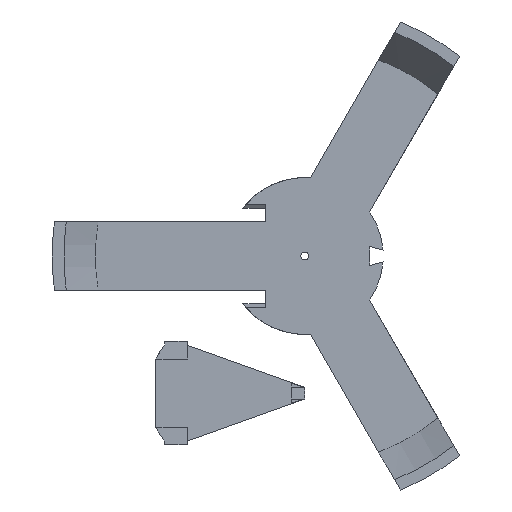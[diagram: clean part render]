
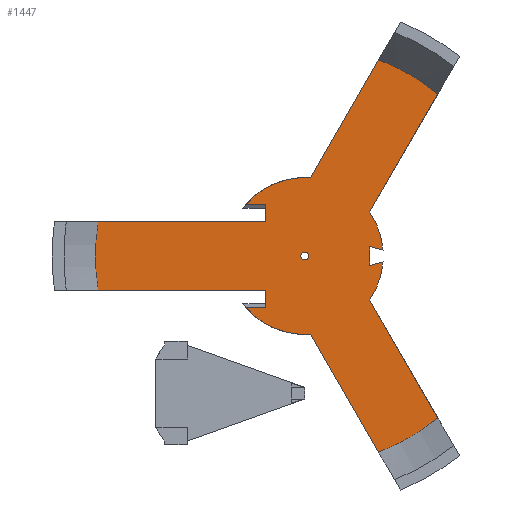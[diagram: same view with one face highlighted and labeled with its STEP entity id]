
A CAD part, left-side view. The second image highlights one B-rep face of the part: STEP entity #1447.
In plain terms, the highlighted planar face has unit normal (-1, 0, 0).
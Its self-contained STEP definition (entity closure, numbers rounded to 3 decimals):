
#29=FACE_BOUND('',#250,.T.);
#85=PLANE('',#1589);
#164=FACE_OUTER_BOUND('',#249,.T.);
#249=EDGE_LOOP('',(#1173,#1174,#1175,#1176,#1177,#1178,#1179,#1180,#1181,
#1182,#1183,#1184,#1185,#1186,#1187,#1188,#1189,#1190,#1191,#1192,#1193,
#1194));
#250=EDGE_LOOP('',(#1195));
#296=CIRCLE('',#1535,53.503);
#299=CIRCLE('',#1541,53.503);
#301=CIRCLE('',#1544,53.503);
#308=CIRCLE('',#1559,20.);
#312=CIRCLE('',#1568,1.);
#313=CIRCLE('',#1571,20.);
#317=CIRCLE('',#1584,20.);
#318=CIRCLE('',#1590,20.);
#354=LINE('',#2194,#510);
#356=LINE('',#2199,#512);
#359=LINE('',#2211,#515);
#363=LINE('',#2218,#519);
#367=LINE('',#2243,#523);
#370=LINE('',#2250,#526);
#374=LINE('',#2259,#530);
#379=LINE('',#2267,#535);
#381=LINE('',#2270,#537);
#388=LINE('',#2285,#544);
#389=LINE('',#2287,#545);
#392=LINE('',#2296,#548);
#394=LINE('',#2299,#550);
#395=LINE('',#2302,#551);
#397=LINE('',#2306,#553);
#510=VECTOR('',#1745,10.);
#512=VECTOR('',#1749,10.);
#515=VECTOR('',#1762,10.);
#519=VECTOR('',#1768,10.);
#523=VECTOR('',#1796,10.);
#526=VECTOR('',#1801,10.);
#530=VECTOR('',#1807,10.);
#535=VECTOR('',#1814,10.);
#537=VECTOR('',#1818,10.);
#544=VECTOR('',#1833,10.);
#545=VECTOR('',#1836,10.);
#548=VECTOR('',#1845,10.);
#550=VECTOR('',#1849,10.);
#551=VECTOR('',#1852,10.);
#553=VECTOR('',#1856,10.);
#656=VERTEX_POINT('',#2103);
#659=VERTEX_POINT('',#2110);
#665=VERTEX_POINT('',#2133);
#666=VERTEX_POINT('',#2137);
#669=VERTEX_POINT('',#2146);
#670=VERTEX_POINT('',#2150);
#681=VERTEX_POINT('',#2192);
#683=VERTEX_POINT('',#2198);
#684=VERTEX_POINT('',#2202);
#687=VERTEX_POINT('',#2210);
#689=VERTEX_POINT('',#2216);
#693=VERTEX_POINT('',#2229);
#695=VERTEX_POINT('',#2234);
#697=VERTEX_POINT('',#2240);
#698=VERTEX_POINT('',#2242);
#700=VERTEX_POINT('',#2248);
#701=VERTEX_POINT('',#2249);
#704=VERTEX_POINT('',#2257);
#705=VERTEX_POINT('',#2258);
#712=VERTEX_POINT('',#2289);
#714=VERTEX_POINT('',#2295);
#715=VERTEX_POINT('',#2301);
#716=VERTEX_POINT('',#2305);
#795=EDGE_CURVE('',#659,#656,#296,.T.);
#803=EDGE_CURVE('',#665,#666,#299,.T.);
#807=EDGE_CURVE('',#669,#670,#301,.T.);
#824=EDGE_CURVE('',#659,#681,#354,.T.);
#826=EDGE_CURVE('',#683,#670,#356,.T.);
#830=EDGE_CURVE('',#684,#683,#308,.T.);
#832=EDGE_CURVE('',#687,#656,#359,.T.);
#836=EDGE_CURVE('',#669,#689,#363,.T.);
#842=EDGE_CURVE('',#693,#693,#312,.T.);
#844=EDGE_CURVE('',#681,#695,#313,.T.);
#847=EDGE_CURVE('',#698,#697,#367,.T.);
#850=EDGE_CURVE('',#700,#701,#370,.T.);
#854=EDGE_CURVE('',#704,#705,#374,.T.);
#859=EDGE_CURVE('',#705,#666,#379,.T.);
#861=EDGE_CURVE('',#695,#704,#381,.T.);
#870=EDGE_CURVE('',#665,#700,#388,.T.);
#871=EDGE_CURVE('',#701,#684,#389,.T.);
#872=EDGE_CURVE('',#712,#687,#317,.T.);
#875=EDGE_CURVE('',#714,#712,#392,.T.);
#877=EDGE_CURVE('',#697,#714,#394,.T.);
#878=EDGE_CURVE('',#715,#698,#395,.T.);
#880=EDGE_CURVE('',#716,#715,#397,.T.);
#883=EDGE_CURVE('',#689,#716,#318,.T.);
#1173=ORIENTED_EDGE('',*,*,#883,.T.);
#1174=ORIENTED_EDGE('',*,*,#880,.T.);
#1175=ORIENTED_EDGE('',*,*,#878,.T.);
#1176=ORIENTED_EDGE('',*,*,#847,.T.);
#1177=ORIENTED_EDGE('',*,*,#877,.T.);
#1178=ORIENTED_EDGE('',*,*,#875,.T.);
#1179=ORIENTED_EDGE('',*,*,#872,.T.);
#1180=ORIENTED_EDGE('',*,*,#832,.T.);
#1181=ORIENTED_EDGE('',*,*,#795,.F.);
#1182=ORIENTED_EDGE('',*,*,#824,.T.);
#1183=ORIENTED_EDGE('',*,*,#844,.T.);
#1184=ORIENTED_EDGE('',*,*,#861,.T.);
#1185=ORIENTED_EDGE('',*,*,#854,.T.);
#1186=ORIENTED_EDGE('',*,*,#859,.T.);
#1187=ORIENTED_EDGE('',*,*,#803,.F.);
#1188=ORIENTED_EDGE('',*,*,#870,.T.);
#1189=ORIENTED_EDGE('',*,*,#850,.T.);
#1190=ORIENTED_EDGE('',*,*,#871,.T.);
#1191=ORIENTED_EDGE('',*,*,#830,.T.);
#1192=ORIENTED_EDGE('',*,*,#826,.T.);
#1193=ORIENTED_EDGE('',*,*,#807,.F.);
#1194=ORIENTED_EDGE('',*,*,#836,.T.);
#1195=ORIENTED_EDGE('',*,*,#842,.T.);
#1447=ADVANCED_FACE('',(#164,#29),#85,.T.);
#1535=AXIS2_PLACEMENT_3D('',#2114,#1697,#1698);
#1541=AXIS2_PLACEMENT_3D('',#2138,#1711,#1712);
#1544=AXIS2_PLACEMENT_3D('',#2151,#1717,#1718);
#1559=AXIS2_PLACEMENT_3D('',#2206,#1757,#1758);
#1568=AXIS2_PLACEMENT_3D('',#2231,#1783,#1784);
#1571=AXIS2_PLACEMENT_3D('',#2236,#1789,#1790);
#1584=AXIS2_PLACEMENT_3D('',#2290,#1839,#1840);
#1589=AXIS2_PLACEMENT_3D('',#2310,#1859,#1860);
#1590=AXIS2_PLACEMENT_3D('',#2311,#1861,#1862);
#1697=DIRECTION('center_axis',(1.,0.,0.));
#1698=DIRECTION('ref_axis',(0.,0.,-1.));
#1711=DIRECTION('center_axis',(1.,0.,0.));
#1712=DIRECTION('ref_axis',(0.,0.,-1.));
#1717=DIRECTION('center_axis',(1.,0.,0.));
#1718=DIRECTION('ref_axis',(0.,0.,-1.));
#1745=DIRECTION('',(0.,0.5,-0.866));
#1749=DIRECTION('',(0.,-0.5,-0.866));
#1757=DIRECTION('center_axis',(-1.,0.,0.));
#1758=DIRECTION('ref_axis',(0.,-0.073,-0.997));
#1762=DIRECTION('',(0.,-0.5,0.866));
#1768=DIRECTION('',(0.,0.5,0.866));
#1783=DIRECTION('center_axis',(1.,0.,0.));
#1784=DIRECTION('ref_axis',(0.,0.,-1.));
#1789=DIRECTION('center_axis',(-1.,0.,0.));
#1790=DIRECTION('ref_axis',(0.,0.9,0.436));
#1796=DIRECTION('',(0.,0.,1.));
#1801=DIRECTION('',(0.,0.,-1.));
#1807=DIRECTION('',(0.,0.,-1.));
#1814=DIRECTION('',(0.,1.,0.));
#1818=DIRECTION('',(0.,-1.,0.));
#1833=DIRECTION('',(0.,-1.,0.));
#1836=DIRECTION('',(0.,1.,0.));
#1839=DIRECTION('center_axis',(-1.,0.,0.));
#1840=DIRECTION('ref_axis',(0.,-0.827,0.561));
#1845=DIRECTION('',(0.,-0.961,-0.278));
#1849=DIRECTION('',(0.,0.001,1.));
#1852=DIRECTION('',(0.,0.001,1.));
#1856=DIRECTION('',(0.,0.961,-0.278));
#1859=DIRECTION('center_axis',(-1.,0.,0.));
#1860=DIRECTION('ref_axis',(0.,0.,1.));
#1861=DIRECTION('center_axis',(-1.,0.,0.));
#1862=DIRECTION('ref_axis',(0.,0.,-1.));
#2103=CARTESIAN_POINT('',(-144.,-33.944,41.357));
#2110=CARTESIAN_POINT('',(-144.,-18.844,50.075));
#2114=CARTESIAN_POINT('Origin',(-144.,0.,0.));
#2133=CARTESIAN_POINT('',(-144.,52.788,-8.718));
#2137=CARTESIAN_POINT('',(-144.,52.788,8.718));
#2138=CARTESIAN_POINT('Origin',(-144.,0.,0.));
#2146=CARTESIAN_POINT('',(-144.,-33.944,-41.357));
#2150=CARTESIAN_POINT('',(-144.,-18.844,-50.075));
#2151=CARTESIAN_POINT('Origin',(-144.,0.,0.));
#2192=CARTESIAN_POINT('',(-144.,-1.45,19.947));
#2194=CARTESIAN_POINT('',(-144.,9.738,0.569));
#2198=CARTESIAN_POINT('',(-144.,-1.45,-19.947));
#2199=CARTESIAN_POINT('',(-144.,-3.925,-24.234));
#2202=CARTESIAN_POINT('',(-144.,15.01,-13.218));
#2206=CARTESIAN_POINT('Origin',(-144.,0.,0.));
#2210=CARTESIAN_POINT('',(-144.,-16.55,11.23));
#2211=CARTESIAN_POINT('',(-144.,-19.025,15.516));
#2216=CARTESIAN_POINT('',(-144.,-16.55,-11.23));
#2218=CARTESIAN_POINT('',(-144.,-5.362,8.148));
#2229=CARTESIAN_POINT('',(-144.,0.,1.));
#2231=CARTESIAN_POINT('Origin',(-144.,0.,0.));
#2234=CARTESIAN_POINT('',(-144.,15.01,13.218));
#2236=CARTESIAN_POINT('Origin',(-144.,0.,0.));
#2240=CARTESIAN_POINT('',(-144.,-16.5,1.5));
#2242=CARTESIAN_POINT('',(-144.,-16.5,-1.5));
#2243=CARTESIAN_POINT('',(-144.,-16.5,0.));
#2248=CARTESIAN_POINT('',(-144.,10.,-8.718));
#2249=CARTESIAN_POINT('',(-144.,10.,-13.218));
#2250=CARTESIAN_POINT('',(-144.,10.,-6.109));
#2257=CARTESIAN_POINT('',(-144.,10.,13.218));
#2258=CARTESIAN_POINT('',(-144.,10.,8.718));
#2259=CARTESIAN_POINT('',(-144.,10.,5.484));
#2267=CARTESIAN_POINT('',(-144.,63.077,8.718));
#2270=CARTESIAN_POINT('',(-144.,31.751,13.218));
#2285=CARTESIAN_POINT('',(-144.,35.751,-8.718));
#2287=CARTESIAN_POINT('',(-144.,31.751,-13.218));
#2289=CARTESIAN_POINT('',(-144.,-19.943,1.503));
#2290=CARTESIAN_POINT('Origin',(-144.,0.,0.));
#2295=CARTESIAN_POINT('',(-144.,-16.499,2.5));
#2296=CARTESIAN_POINT('',(-144.,13.737,11.257));
#2299=CARTESIAN_POINT('',(-144.,-16.5,1.276));
#2301=CARTESIAN_POINT('',(-144.,-16.501,-2.5));
#2302=CARTESIAN_POINT('',(-144.,-16.499,-0.724));
#2305=CARTESIAN_POINT('',(-144.,-19.943,-1.503));
#2306=CARTESIAN_POINT('',(-144.,15.456,-11.759));
#2310=CARTESIAN_POINT('Origin',(-144.,53.503,0.));
#2311=CARTESIAN_POINT('Origin',(-144.,0.,0.));
